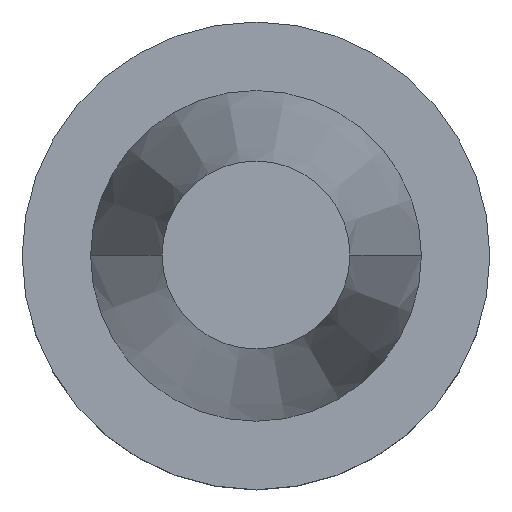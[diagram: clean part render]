
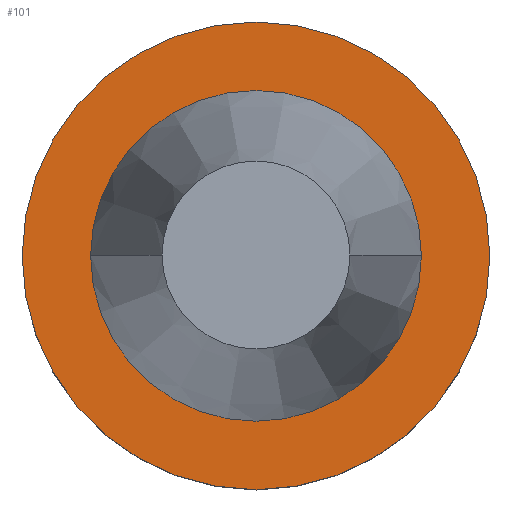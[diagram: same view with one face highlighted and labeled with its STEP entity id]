
A CAD part, top view. The second image highlights one B-rep face of the part: STEP entity #101.
In plain terms, the highlighted planar face has unit normal (0, 0, 1).
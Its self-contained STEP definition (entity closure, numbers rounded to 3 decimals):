
#40=PLANE('',#356);
#48=FACE_BOUND('',#137,.T.);
#49=FACE_BOUND('',#138,.T.);
#101=ADVANCED_FACE('',(#48,#49),#40,.T.);
#137=EDGE_LOOP('',(#184,#185));
#138=EDGE_LOOP('',(#186));
#184=ORIENTED_EDGE('',*,*,#268,.F.);
#185=ORIENTED_EDGE('',*,*,#269,.F.);
#186=ORIENTED_EDGE('',*,*,#270,.F.);
#238=VERTEX_POINT('',#526);
#239=VERTEX_POINT('',#527);
#240=VERTEX_POINT('',#530);
#268=EDGE_CURVE('',#238,#239,#297,.T.);
#269=EDGE_CURVE('',#239,#238,#298,.T.);
#270=EDGE_CURVE('',#240,#240,#299,.T.);
#297=CIRCLE('',#353,35.362);
#298=CIRCLE('',#354,35.362);
#299=CIRCLE('',#355,50.);
#353=AXIS2_PLACEMENT_3D('',#525,#428,#429);
#354=AXIS2_PLACEMENT_3D('',#528,#430,#431);
#355=AXIS2_PLACEMENT_3D('',#529,#432,#433);
#356=AXIS2_PLACEMENT_3D('',#531,#434,#435);
#428=DIRECTION('',(0.,0.,1.));
#429=DIRECTION('',(1.,0.,0.));
#430=DIRECTION('',(0.,0.,1.));
#431=DIRECTION('',(1.,0.,0.));
#432=DIRECTION('',(0.,0.,-1.));
#433=DIRECTION('',(1.,0.,0.));
#434=DIRECTION('',(0.,0.,1.));
#435=DIRECTION('',(1.,0.,0.));
#525=CARTESIAN_POINT('',(0.,0.,-3.));
#526=CARTESIAN_POINT('',(35.363,0.,-3.));
#527=CARTESIAN_POINT('',(-35.362,0.,-3.));
#528=CARTESIAN_POINT('',(0.,0.,-3.));
#529=CARTESIAN_POINT('',(0.,0.,-3.));
#530=CARTESIAN_POINT('',(50.,0.,-3.));
#531=CARTESIAN_POINT('',(0.,-35.398,-3.));
